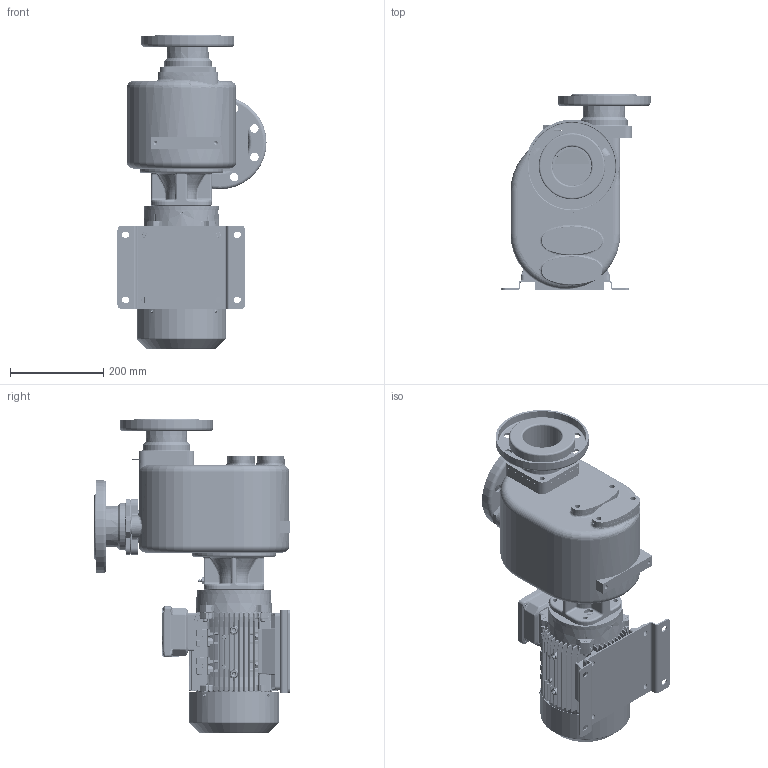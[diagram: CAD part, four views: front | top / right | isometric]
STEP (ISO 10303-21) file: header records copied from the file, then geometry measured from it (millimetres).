
FILE_DESCRIPTION((''),'2;1');
FILE_NAME('S_82_K_T_F','2020-07-02T12:13:15',('Nicola'),(''),'CREO PARAMETRIC BY PTC INC, 2019471','CREO PARAMETRIC BY PTC INC, 2019471','');
FILE_SCHEMA(('CONFIG_CONTROL_DESIGN'));
Products named in the file (1): S_82_K_T_F
Bounding box: 320.5 x 420 x 674.75 mm (x, y, z)
Volume: 21778494 mm3; surface area: 1596470.1 mm2
Topology: 2 solids, 2 shells, 6910 faces, 18203 edges, 11316 vertices
Faces by surface type: plane 2271, cylinder 2246, bspline 1080, cone 770, torus 396, extrusion 84, sphere 63
Entity records: 324774 total; most frequent: CARTESIAN_POINT 164445, ORIENTED_EDGE 36044, DIRECTION 29619, EDGE_CURVE 18022, VERTEX_POINT 11312, AXIS2_PLACEMENT_3D 11083, EDGE_LOOP 7486, VECTOR 7453
